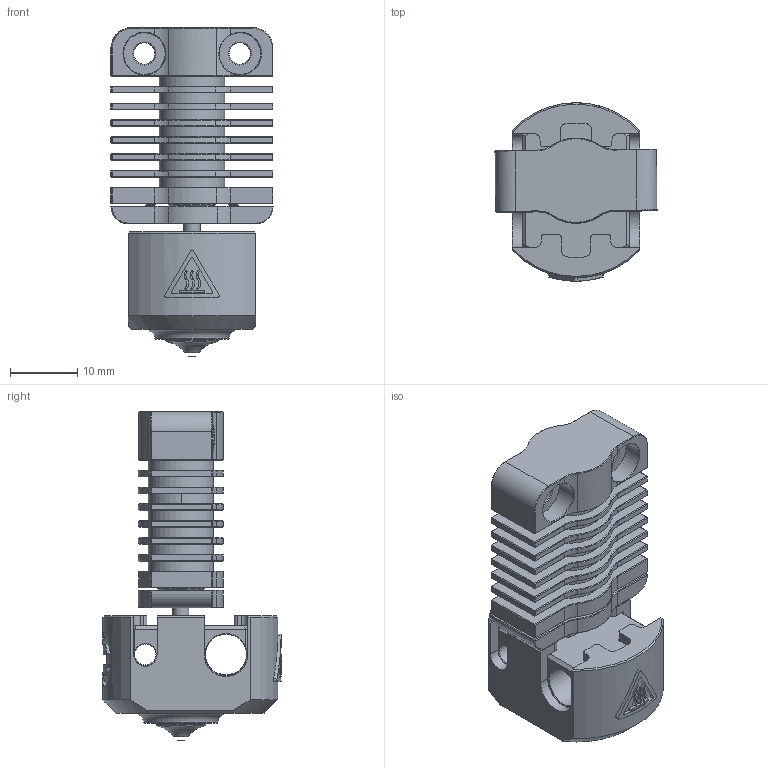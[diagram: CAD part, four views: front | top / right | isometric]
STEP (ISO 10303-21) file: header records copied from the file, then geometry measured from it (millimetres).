
FILE_DESCRIPTION(/* description */ (''),/* implementation_level */ '2;1');
FILE_NAME(/* name */ 'Dragonfly BMS.step',/* time_stamp */ '2023-08-03T23:17:35-06:00',/* author */ (''),/* organization */ (''),/* preprocessor_version */ 'ST-DEVELOPER v20',/* originating_system */ 'Autodesk Translation Framework v12.9.0.99',/* authorisation */ '');
FILE_SCHEMA (('AUTOMOTIVE_DESIGN { 1 0 10303 214 3 1 1 }'));
Products named in the file (1): Dragonfly BMS
Bounding box: 24.08 x 26.5 x 48.85 mm (x, y, z)
Volume: 9991.4 mm3; surface area: 10220.6 mm2
Topology: 10 solids, 10 shells, 900 faces, 2250 edges, 1402 vertices
Faces by surface type: plane 455, cylinder 209, cone 124, bspline 106, torus 6
Full cylindrical faces by diameter (mm): 1.05 x20, 1.4 x20, 1.5 x2, 2.4 x1, 2.6 x2, 2.9 x2, 3 x2, 3.1 x1, 3.2 x2, 4 x1, 4.85 x1, 6.05 x1, 6.2 x1, 7.9 x1, 9.7 x6
Entity records: 48288 total; most frequent: CARTESIAN_POINT 27589, ORIENTED_EDGE 4496, DIRECTION 3930, EDGE_CURVE 2248, VERTEX_POINT 1402, AXIS2_PLACEMENT_3D 1352, LINE 1226, VECTOR 1226
